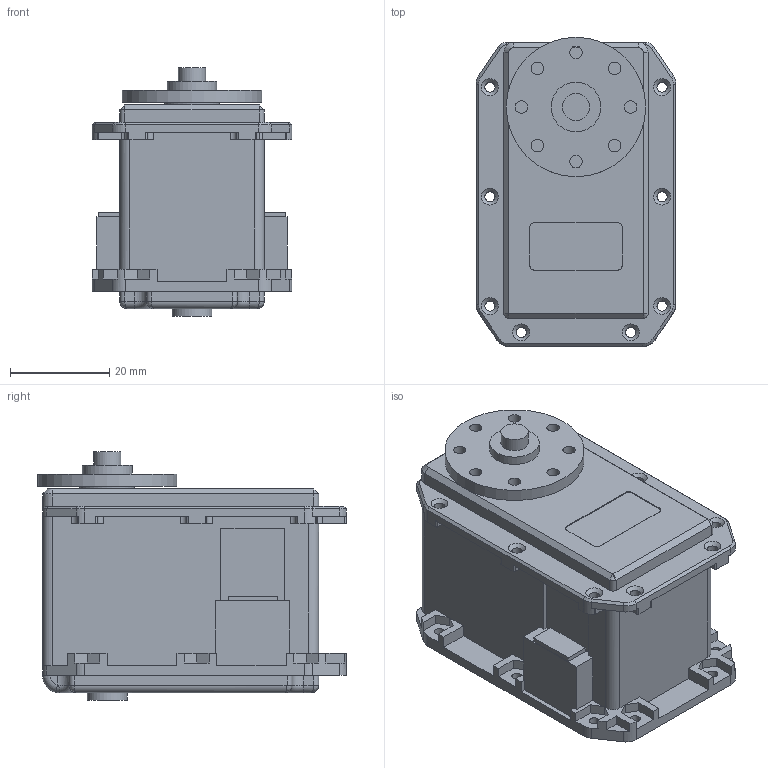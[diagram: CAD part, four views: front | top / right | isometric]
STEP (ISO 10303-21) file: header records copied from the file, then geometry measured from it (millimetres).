
FILE_DESCRIPTION(/* description */ (''),/* implementation_level */ '2;1');
FILE_NAME(/* name */ 'MX-64AT_AR v4.step',/* time_stamp */ '2018-10-19T17:25:03+11:00',/* author */ ('TaylorY96'),/* organization */ (''),/* preprocessor_version */ 'ST-DEVELOPER v17.2',/* originating_system */ 'Autodesk Translation Framework v7.6.0.251',/* authorisation */ '');
FILE_SCHEMA (('AUTOMOTIVE_DESIGN { 1 0 10303 214 3 1 1 }'));
Length unit declared in the file: millimetre
Products named in the file (1): MX-64AT_AR
Bounding box: 40.2 x 62.1 x 50 mm (x, y, z)
Volume: 72104.5 mm3; surface area: 15437.8 mm2
Topology: 1 solids, 1 shells, 354 faces, 982 edges, 639 vertices
Faces by surface type: plane 208, cylinder 112, cone 20, bspline 8, torus 6
Full cylindrical faces by diameter (mm): 2.05 x16, 2.5 x8, 3.2 x1, 5.5 x1, 8 x1, 10 x2, 11 x1, 15 x1, 28 x1
Entity records: 12077 total; most frequent: CARTESIAN_POINT 2711, ORIENTED_EDGE 1960, DIRECTION 1939, EDGE_CURVE 980, LINE 671, VECTOR 671, VERTEX_POINT 639, AXIS2_PLACEMENT_3D 634
